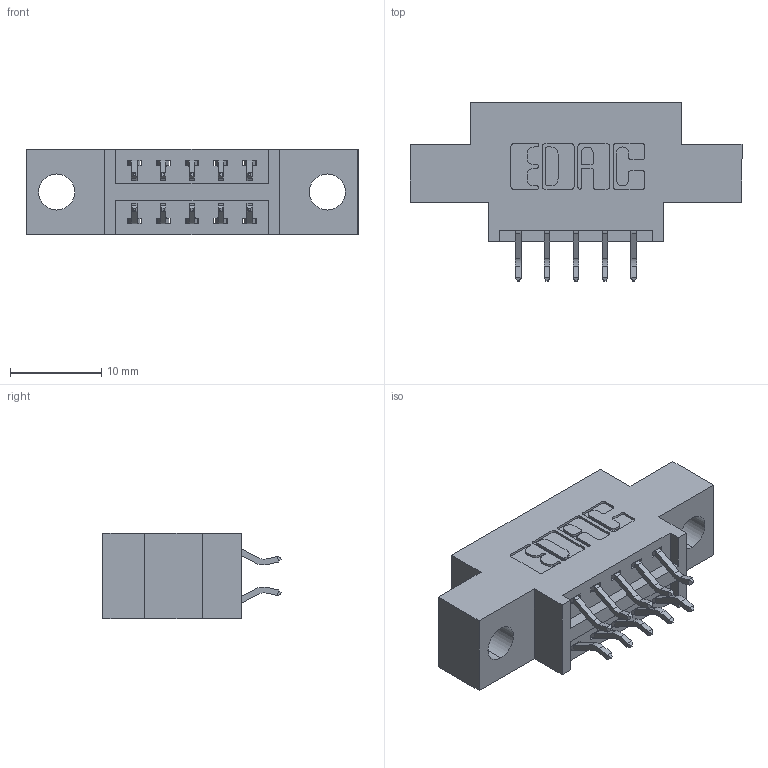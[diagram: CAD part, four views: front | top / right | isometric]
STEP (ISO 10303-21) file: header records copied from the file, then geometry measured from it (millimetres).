
FILE_DESCRIPTION (( 'STEP AP203' ), '1' );
FILE_NAME ('346-010-556-804.STEP', '2018-08-17T07:43:32', ( '' ), ( '' ), 'SwSTEP 2.0', 'SolidWorks 2016', '' );
FILE_SCHEMA (( 'CONFIG_CONTROL_DESIGN' ));
Length unit declared in the file: inch
Products named in the file (3): 346 Part_0.170 Offset - 0.156 Dia-TH; 345-292-001_556 Tail; 346-010-556-804
Assembly tree (11 placements, depth 2):
  346-010-556-804
    346 Part_0.170 Offset - 0.156 Dia-TH
    345-292-001_556 Tail  x10
Bounding box: 36.45 x 19.57 x 9.4 mm (x, y, z)
Volume: 3024 mm3; surface area: 3558.8 mm2
Topology: 11 solids, 11 shells, 706 faces, 2071 edges, 1366 vertices
Faces by surface type: plane 470, cylinder 236
Entity records: 8599 total; most frequent: CARTESIAN_POINT 1484, ORIENTED_EDGE 1406, DIRECTION 1347, EDGE_CURVE 703, VECTOR 543, LINE 543, VERTEX_POINT 466, AXIS2_PLACEMENT_3D 402
